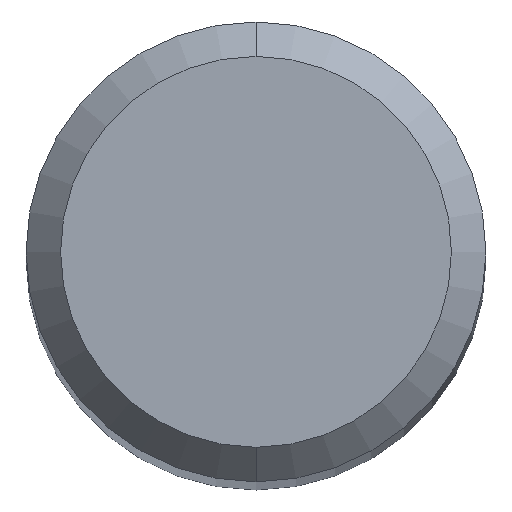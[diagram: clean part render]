
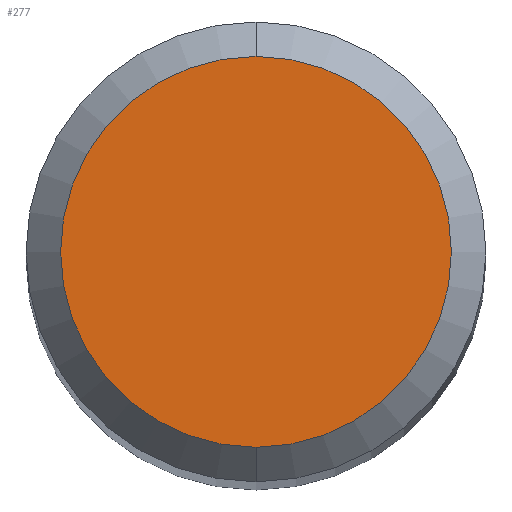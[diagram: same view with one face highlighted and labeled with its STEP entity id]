
A CAD part, top view. The second image highlights one B-rep face of the part: STEP entity #277.
In plain terms, the highlighted planar face has unit normal (0, 0, 1).
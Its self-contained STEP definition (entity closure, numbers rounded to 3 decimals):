
#205=EDGE_CURVE('',#245,#285,#537,.T.);
#245=VERTEX_POINT('',#578);
#259=EDGE_CURVE('',#285,#245,#594,.T.);
#277=ADVANCED_FACE('',(#614),#615,.T.);
#285=VERTEX_POINT('',#623);
#537=CIRCLE('',#925,1.7);
#578=CARTESIAN_POINT('',(0.,-1.7,0.));
#594=CIRCLE('',#1014,1.7);
#614=FACE_OUTER_BOUND('',#1036,.T.);
#615=PLANE('',#1037);
#623=CARTESIAN_POINT('',(0.0,1.7,0.));
#925=AXIS2_PLACEMENT_3D('',#1549,#1550,#1551);
#1014=AXIS2_PLACEMENT_3D('',#1597,#1598,#1599);
#1036=EDGE_LOOP('',(#1622,#1623));
#1037=AXIS2_PLACEMENT_3D('',#1624,#1625,#1626);
#1549=CARTESIAN_POINT('',(0.0,0.0,0.));
#1550=DIRECTION('',(0.0,0.0,-1.0));
#1551=DIRECTION('',(0.0,1.0,0.0));
#1597=CARTESIAN_POINT('',(0.0,0.0,0.));
#1598=DIRECTION('',(0.0,0.0,-1.0));
#1599=DIRECTION('',(0.0,1.0,0.0));
#1622=ORIENTED_EDGE('',*,*,#259,.F.);
#1623=ORIENTED_EDGE('',*,*,#205,.F.);
#1624=CARTESIAN_POINT('',(0.0,0.85,0.));
#1625=DIRECTION('',(-0.0,0.0,1.0));
#1626=DIRECTION('',(0.0,-1.0,0.0));
